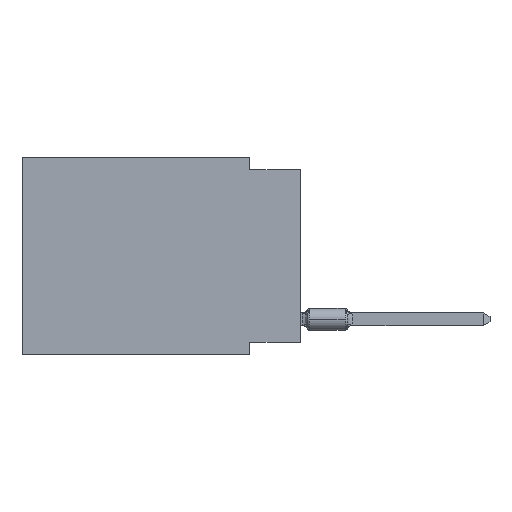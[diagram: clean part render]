
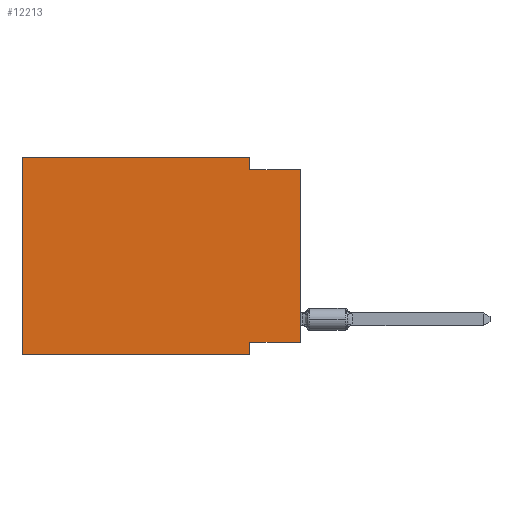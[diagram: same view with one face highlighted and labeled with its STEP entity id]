
A CAD part, left-side view. The second image highlights one B-rep face of the part: STEP entity #12213.
In plain terms, the highlighted planar face has unit normal (-1, 0, 0).
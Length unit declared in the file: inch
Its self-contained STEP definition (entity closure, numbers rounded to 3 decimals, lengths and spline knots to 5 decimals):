
#76 = CARTESIAN_POINT ( 'NONE',  ( 0., 0.1, 0. ) ) ;
#714 = CARTESIAN_POINT ( 'NONE',  ( 0., 0.1, -0.39 ) ) ;
#1057 = AXIS2_PLACEMENT_3D ( 'NONE', #13112, #13446, #18424 ) ;
#1493 = VERTEX_POINT ( 'NONE', #4258 ) ;
#1524 = LINE ( 'NONE', #22349, #9256 ) ;
#1543 = VECTOR ( 'NONE', #4210, 39.37008 ) ;
#2110 = CARTESIAN_POINT ( 'NONE',  ( 0., 0.1, -0.39 ) ) ;
#2461 = LINE ( 'NONE', #9820, #21019 ) ;
#2651 = CARTESIAN_POINT ( 'NONE',  ( 0., 0., 0. ) ) ;
#3527 = ORIENTED_EDGE ( 'NONE', *, *, #17051, .F. ) ;
#3554 = VERTEX_POINT ( 'NONE', #20887 ) ;
#3674 = LINE ( 'NONE', #7306, #15170 ) ;
#4210 = DIRECTION ( 'NONE',  ( 0., 0., -1. ) ) ;
#4227 = LINE ( 'NONE', #2651, #15805 ) ;
#4258 = CARTESIAN_POINT ( 'NONE',  ( 0., 0.1, 0. ) ) ;
#4388 = ORIENTED_EDGE ( 'NONE', *, *, #4579, .F. ) ;
#4579 = EDGE_CURVE ( 'NONE', #3554, #20045, #1524, .T. ) ;
#5165 = LINE ( 'NONE', #76, #9725 ) ;
#5845 = CARTESIAN_POINT ( 'NONE',  ( 0., 0.1, -0.025 ) ) ;
#6087 = VERTEX_POINT ( 'NONE', #16722 ) ;
#7238 = ORIENTED_EDGE ( 'NONE', *, *, #7671, .T. ) ;
#7306 = CARTESIAN_POINT ( 'NONE',  ( 0., 0.55, 0. ) ) ;
#7333 = LINE ( 'NONE', #9156, #16280 ) ;
#7411 = DIRECTION ( 'NONE',  ( 0., -1., 0. ) ) ;
#7671 = EDGE_CURVE ( 'NONE', #3554, #6087, #4227, .T. ) ;
#9015 = ORIENTED_EDGE ( 'NONE', *, *, #12689, .F. ) ;
#9156 = CARTESIAN_POINT ( 'NONE',  ( 0., 0.55, -0.39 ) ) ;
#9256 = VECTOR ( 'NONE', #13981, 39.37008 ) ;
#9305 = EDGE_LOOP ( 'NONE', ( #7238, #3527, #14479, #9015, #15699, #12135, #21427, #4388 ) ) ;
#9478 = DIRECTION ( 'NONE',  ( 0., -1., 0. ) ) ;
#9725 = VECTOR ( 'NONE', #17412, 39.37008 ) ;
#9820 = CARTESIAN_POINT ( 'NONE',  ( 0., 0., -0.025 ) ) ;
#10270 = DIRECTION ( 'NONE',  ( 0., -1., 0. ) ) ;
#12135 = ORIENTED_EDGE ( 'NONE', *, *, #13442, .T. ) ;
#12213 = ADVANCED_FACE ( 'NONE', ( #14804 ), #21710, .F. ) ;
#12366 = EDGE_CURVE ( 'NONE', #1493, #20733, #5165, .T. ) ;
#12689 = EDGE_CURVE ( 'NONE', #13589, #1493, #3674, .T. ) ;
#13112 = CARTESIAN_POINT ( 'NONE',  ( 0., 0.55, 0. ) ) ;
#13202 = CARTESIAN_POINT ( 'NONE',  ( 0., 0.55, 0. ) ) ;
#13442 = EDGE_CURVE ( 'NONE', #17241, #21981, #7333, .T. ) ;
#13446 = DIRECTION ( 'NONE',  ( 1., 0., 0. ) ) ;
#13473 = VECTOR ( 'NONE', #21604, 39.37008 ) ;
#13589 = VERTEX_POINT ( 'NONE', #13202 ) ;
#13981 = DIRECTION ( 'NONE',  ( 0., 1., 0. ) ) ;
#13999 = CARTESIAN_POINT ( 'NONE',  ( 0., 0.55, -0.39 ) ) ;
#14479 = ORIENTED_EDGE ( 'NONE', *, *, #12366, .F. ) ;
#14656 = CARTESIAN_POINT ( 'NONE',  ( 0., 0.1, -0.365 ) ) ;
#14804 = FACE_OUTER_BOUND ( 'NONE', #9305, .T. ) ;
#15170 = VECTOR ( 'NONE', #7411, 39.37008 ) ;
#15699 = ORIENTED_EDGE ( 'NONE', *, *, #20511, .F. ) ;
#15805 = VECTOR ( 'NONE', #17948, 39.37008 ) ;
#16118 = LINE ( 'NONE', #714, #1543 ) ;
#16280 = VECTOR ( 'NONE', #9478, 39.37008 ) ;
#16654 = EDGE_CURVE ( 'NONE', #20045, #21981, #16118, .T. ) ;
#16722 = CARTESIAN_POINT ( 'NONE',  ( 0., 0., -0.025 ) ) ;
#17051 = EDGE_CURVE ( 'NONE', #20733, #6087, #2461, .T. ) ;
#17241 = VERTEX_POINT ( 'NONE', #13999 ) ;
#17412 = DIRECTION ( 'NONE',  ( 0., 0., -1. ) ) ;
#17948 = DIRECTION ( 'NONE',  ( 0., 0., 1. ) ) ;
#18424 = DIRECTION ( 'NONE',  ( 0., 0., -1. ) ) ;
#18549 = CARTESIAN_POINT ( 'NONE',  ( 0., 0.55, 0. ) ) ;
#20045 = VERTEX_POINT ( 'NONE', #14656 ) ;
#20511 = EDGE_CURVE ( 'NONE', #17241, #13589, #21502, .T. ) ;
#20733 = VERTEX_POINT ( 'NONE', #5845 ) ;
#20887 = CARTESIAN_POINT ( 'NONE',  ( 0., 0., -0.365 ) ) ;
#21019 = VECTOR ( 'NONE', #10270, 39.37008 ) ;
#21427 = ORIENTED_EDGE ( 'NONE', *, *, #16654, .F. ) ;
#21502 = LINE ( 'NONE', #18549, #13473 ) ;
#21604 = DIRECTION ( 'NONE',  ( 0., 0., 1. ) ) ;
#21710 = PLANE ( 'NONE',  #1057 ) ;
#21981 = VERTEX_POINT ( 'NONE', #2110 ) ;
#22349 = CARTESIAN_POINT ( 'NONE',  ( 0., 0., -0.365 ) ) ;
